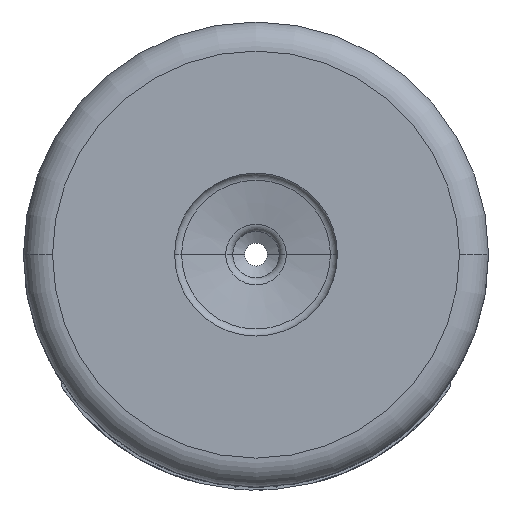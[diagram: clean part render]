
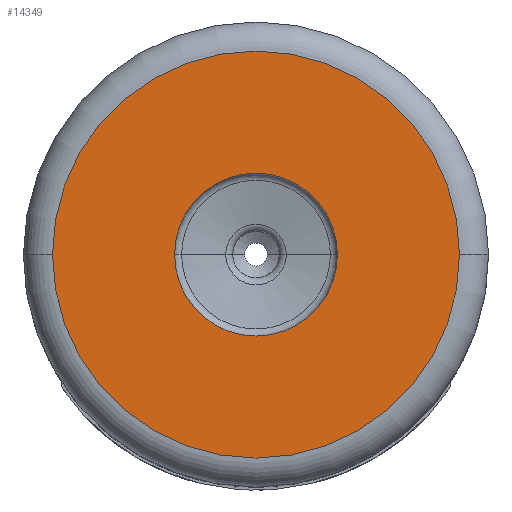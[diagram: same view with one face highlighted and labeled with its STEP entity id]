
A CAD part, front view. The second image highlights one B-rep face of the part: STEP entity #14349.
In plain terms, the highlighted planar face has unit normal (0, -1, 0).
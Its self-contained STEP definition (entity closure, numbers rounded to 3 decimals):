
#1923=CARTESIAN_POINT('',(0.,-4.,0.));
#1924=DIRECTION('',(0.,-1.,0.));
#1925=DIRECTION('',(1.,0.,0.));
#1926=AXIS2_PLACEMENT_3D('',#1923,#1924,#1925);
#1938=CARTESIAN_POINT('',(0.,-4.,0.));
#1939=DIRECTION('',(0.,-1.,0.));
#1940=DIRECTION('',(-1.,0.,0.));
#1941=AXIS2_PLACEMENT_3D('',#1938,#1939,#1940);
#1943=CARTESIAN_POINT('',(0.,-4.,0.));
#1944=DIRECTION('',(0.,-1.,0.));
#1945=DIRECTION('',(1.,0.,0.));
#1946=AXIS2_PLACEMENT_3D('',#1943,#1944,#1945);
#1948=CARTESIAN_POINT('',(0.,-4.,0.));
#1949=DIRECTION('',(0.,-1.,0.));
#1950=DIRECTION('',(-1.,0.,0.));
#1951=AXIS2_PLACEMENT_3D('',#1948,#1949,#1950);
#12117=CARTESIAN_POINT('',(-1.4,-4.,0.));
#12118=CARTESIAN_POINT('',(1.4,-4.,0.));
#12119=VERTEX_POINT('',#12117);
#12120=VERTEX_POINT('',#12118);
#12121=CARTESIAN_POINT('',(3.5,-4.,0.));
#12122=CARTESIAN_POINT('',(-3.5,-4.,0.));
#12123=VERTEX_POINT('',#12121);
#12124=VERTEX_POINT('',#12122);
#14333=CARTESIAN_POINT('',(0.,-4.,0.));
#14334=DIRECTION('',(0.,1.,0.));
#14335=DIRECTION('',(1.,0.,0.));
#14336=AXIS2_PLACEMENT_3D('',#14333,#14334,#14335);
#14337=PLANE('',#14336);
#14338=ORIENTED_EDGE('',*,*,#14323,.F.);
#14340=ORIENTED_EDGE('',*,*,#14339,.F.);
#14341=EDGE_LOOP('',(#14338,#14340));
#14342=FACE_OUTER_BOUND('',#14341,.F.);
#14344=ORIENTED_EDGE('',*,*,#14343,.T.);
#14346=ORIENTED_EDGE('',*,*,#14345,.T.);
#14347=EDGE_LOOP('',(#14344,#14346));
#14348=FACE_BOUND('',#14347,.F.);
#14349=ADVANCED_FACE('',(#14342,#14348),#14337,.F.);
#1927=CIRCLE('',#1926,3.5);
#1942=CIRCLE('',#1941,1.4);
#1947=CIRCLE('',#1946,1.4);
#1952=CIRCLE('',#1951,3.5);
#14323=EDGE_CURVE('',#12123,#12124,#1927,.T.);
#14339=EDGE_CURVE('',#12124,#12123,#1952,.T.);
#14343=EDGE_CURVE('',#12119,#12120,#1942,.T.);
#14345=EDGE_CURVE('',#12120,#12119,#1947,.T.);
